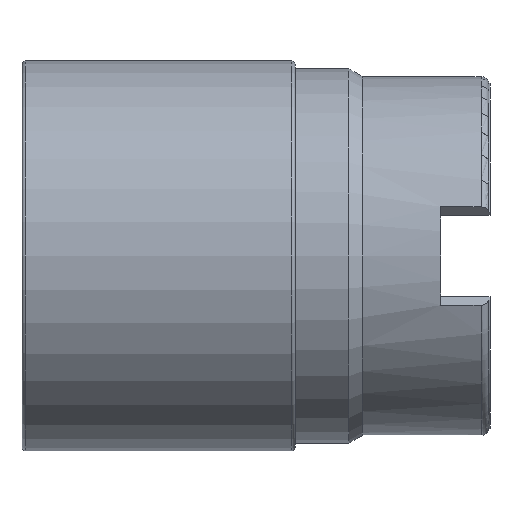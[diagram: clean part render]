
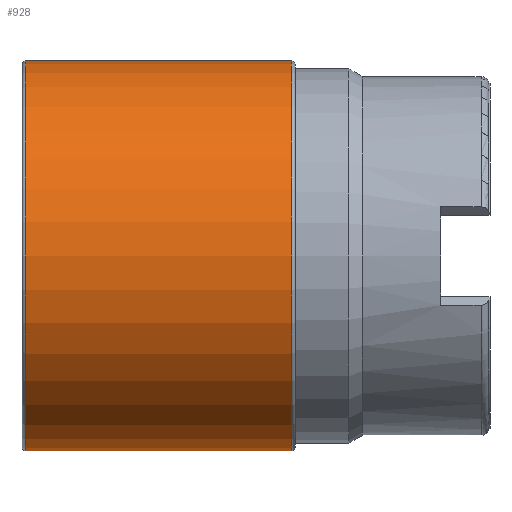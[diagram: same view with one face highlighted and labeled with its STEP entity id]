
A CAD part, front view. The second image highlights one B-rep face of the part: STEP entity #928.
In plain terms, the highlighted cylindrical face has radius 25 mm (diameter 50 mm), a full revolution.
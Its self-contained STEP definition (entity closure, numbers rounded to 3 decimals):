
#229 = CARTESIAN_POINT ( 'NONE',  ( -8.78, 0., 0. ) ) ;
#238 = AXIS2_PLACEMENT_3D ( 'NONE', #632, #1423, #739 ) ;
#242 = ORIENTED_EDGE ( 'NONE', *, *, #626, .F. ) ;
#263 = DIRECTION ( 'NONE',  ( -1., 0., 0. ) ) ;
#390 = DIRECTION ( 'NONE',  ( 0., 0., 1. ) ) ;
#443 = CARTESIAN_POINT ( 'NONE',  ( 33.7, 0., 25. ) ) ;
#451 = FACE_OUTER_BOUND ( 'NONE', #610, .T. ) ;
#470 = CARTESIAN_POINT ( 'NONE',  ( -0.5, 0., 0. ) ) ;
#512 = DIRECTION ( 'NONE',  ( 0., 0., 1. ) ) ;
#610 = EDGE_LOOP ( 'NONE', ( #1402 ) ) ;
#626 = EDGE_CURVE ( 'NONE', #870, #870, #1430, .T. ) ;
#632 = CARTESIAN_POINT ( 'NONE',  ( 33.7, 0., 0. ) ) ;
#661 = CARTESIAN_POINT ( 'NONE',  ( -0.5, 0., 25. ) ) ;
#739 = DIRECTION ( 'NONE',  ( 0., 0., 1. ) ) ;
#870 = VERTEX_POINT ( 'NONE', #661 ) ;
#928 = ADVANCED_FACE ( 'NONE', ( #451, #1082 ), #1218, .T. ) ;
#1082 = FACE_OUTER_BOUND ( 'NONE', #1326, .T. ) ;
#1104 = VERTEX_POINT ( 'NONE', #443 ) ;
#1159 = CIRCLE ( 'NONE', #238, 25. ) ;
#1194 = AXIS2_PLACEMENT_3D ( 'NONE', #229, #263, #390 ) ;
#1218 = CYLINDRICAL_SURFACE ( 'NONE', #1194, 25. ) ;
#1264 = DIRECTION ( 'NONE',  ( -1., 0., 0. ) ) ;
#1302 = EDGE_CURVE ( 'NONE', #1104, #1104, #1159, .T. ) ;
#1317 = AXIS2_PLACEMENT_3D ( 'NONE', #470, #1264, #512 ) ;
#1326 = EDGE_LOOP ( 'NONE', ( #242 ) ) ;
#1402 = ORIENTED_EDGE ( 'NONE', *, *, #1302, .T. ) ;
#1423 = DIRECTION ( 'NONE',  ( -1., 0., 0. ) ) ;
#1430 = CIRCLE ( 'NONE', #1317, 25. ) ;
